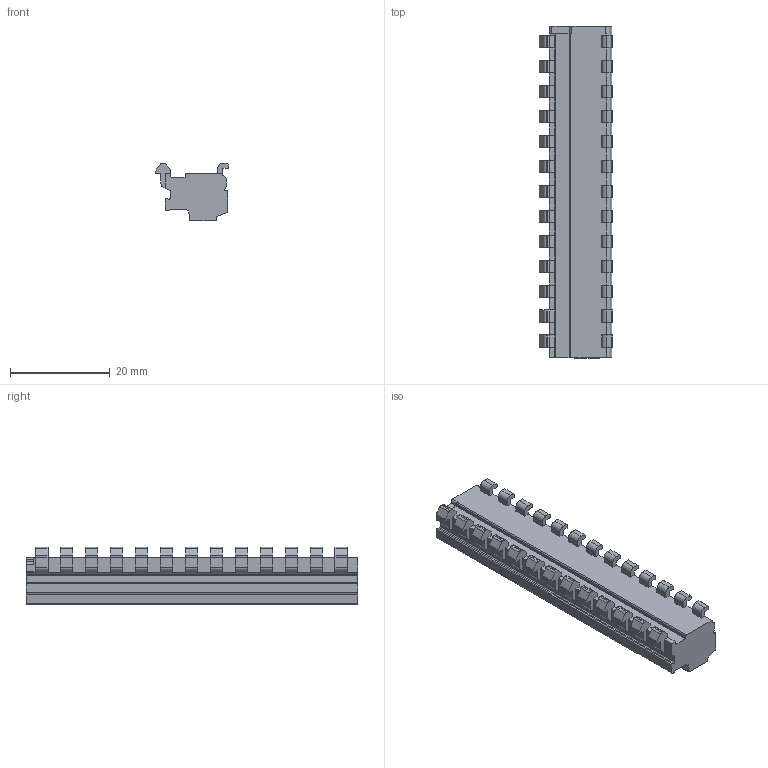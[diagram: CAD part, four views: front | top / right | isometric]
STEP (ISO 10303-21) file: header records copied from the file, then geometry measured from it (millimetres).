
FILE_DESCRIPTION((''),'2;1');
FILE_NAME('PRT0007','2024-10-15T13:20:08',('tluser'),(''),'CREO PARAMETRIC BY PTC INC, 2018100','CREO PARAMETRIC BY PTC INC, 2018100','');
FILE_SCHEMA(('CONFIG_CONTROL_DESIGN'));
Length unit declared in the file: millimetre
Products named in the file (1): PRT0007
Bounding box: 14.7 x 66.5 x 11.5 mm (x, y, z)
Volume: 6816.3 mm3; surface area: 3989 mm2
Topology: 1 solids, 1 shells, 588 faces, 1630 edges, 1083 vertices
Faces by surface type: plane 398, cylinder 164, cone 26
Entity records: 19160 total; most frequent: CARTESIAN_POINT 3839, ORIENTED_EDGE 3260, DIRECTION 3092, EDGE_CURVE 1630, VECTOR 1208, LINE 1208, VERTEX_POINT 1083, AXIS2_PLACEMENT_3D 942
